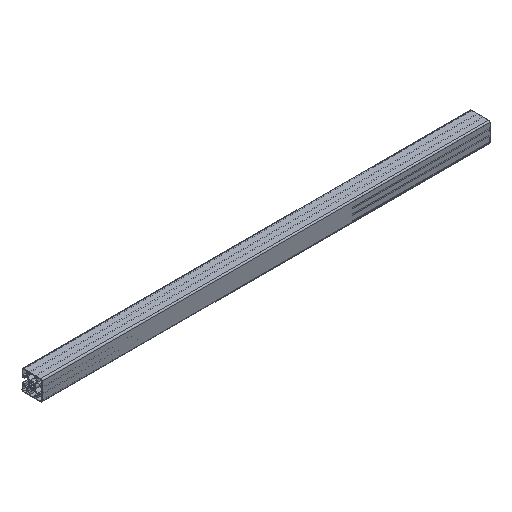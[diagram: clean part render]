
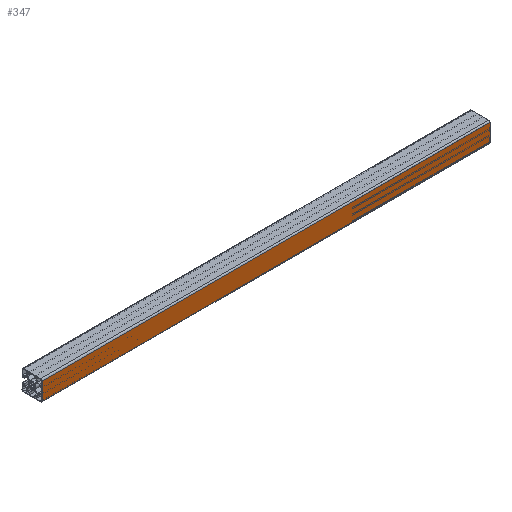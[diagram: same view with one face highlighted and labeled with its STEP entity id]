
A CAD part, isometric view. The second image highlights one B-rep face of the part: STEP entity #347.
In plain terms, the highlighted planar face has unit normal (0, -1, 0).
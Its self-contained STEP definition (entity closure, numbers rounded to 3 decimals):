
#347=ADVANCED_FACE('',(#709),#710,.T.);
#709=FACE_OUTER_BOUND('',#1099,.T.);
#710=PLANE('',#1100);
#1099=EDGE_LOOP('',(#1983,#1984,#1985,#1986));
#1100=AXIS2_PLACEMENT_3D('',#1987,#1988,#1989);
#1983=ORIENTED_EDGE('',*,*,#2793,.T.);
#1984=ORIENTED_EDGE('',*,*,#2794,.F.);
#1985=ORIENTED_EDGE('',*,*,#2795,.T.);
#1986=ORIENTED_EDGE('',*,*,#2790,.T.);
#1987=CARTESIAN_POINT('',(0.0,-22.5,0.));
#1988=DIRECTION('',(0.0,-1.0,0.0));
#1989=DIRECTION('',(0.0,0.0,-1.0));
#2790=EDGE_CURVE('',#3474,#3472,#3475,.T.);
#2793=EDGE_CURVE('',#3472,#3478,#3479,.T.);
#2794=EDGE_CURVE('',#3480,#3478,#3481,.T.);
#2795=EDGE_CURVE('',#3480,#3474,#3482,.T.);
#3472=VERTEX_POINT('',#4447);
#3474=VERTEX_POINT('',#4449);
#3475=LINE('',#4450,#4451);
#3478=VERTEX_POINT('',#4454);
#3479=LINE('',#4455,#4456);
#3480=VERTEX_POINT('',#4457);
#3481=LINE('',#4458,#4459);
#3482=LINE('',#4460,#4461);
#4447=CARTESIAN_POINT('',(1000.0,-22.5,-19.5));
#4449=CARTESIAN_POINT('',(0.0,-22.5,-19.5));
#4450=CARTESIAN_POINT('',(0.0,-22.5,-19.5));
#4451=VECTOR('',#5017,1.0);
#4454=CARTESIAN_POINT('',(1000.0,-22.5,19.5));
#4455=CARTESIAN_POINT('',(1000.0,-22.5,19.5));
#4456=VECTOR('',#5021,1.0);
#4457=CARTESIAN_POINT('',(0.0,-22.5,19.5));
#4458=CARTESIAN_POINT('',(0.0,-22.5,19.5));
#4459=VECTOR('',#5022,1.0);
#4460=CARTESIAN_POINT('',(0.0,-22.5,19.5));
#4461=VECTOR('',#5023,1.0);
#5017=DIRECTION('',(1.0,0.0,0.0));
#5021=DIRECTION('',(-0.0,0.0,1.0));
#5022=DIRECTION('',(1.0,0.0,0.0));
#5023=DIRECTION('',(0.0,0.0,-1.0));
